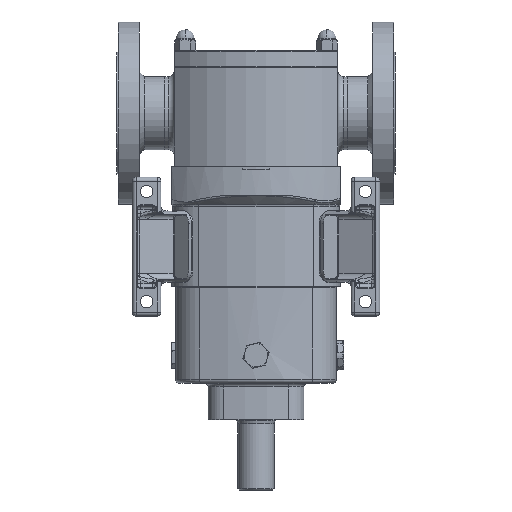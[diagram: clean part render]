
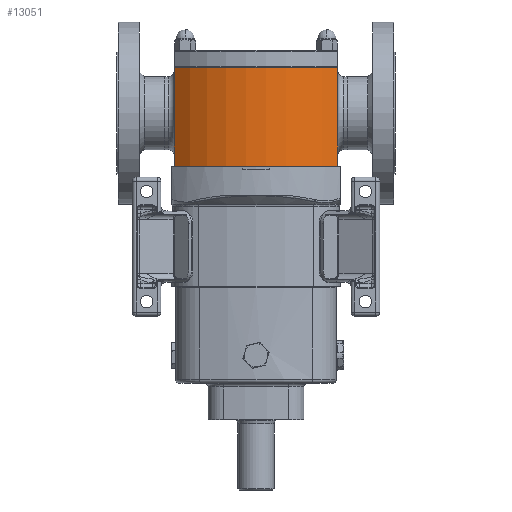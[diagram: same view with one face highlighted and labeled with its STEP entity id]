
A CAD part, front view. The second image highlights one B-rep face of the part: STEP entity #13051.
In plain terms, the highlighted cylindrical face has radius 125 mm (diameter 250 mm), a partial arc.
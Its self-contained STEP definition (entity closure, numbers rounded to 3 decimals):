
#406 = ORIENTED_EDGE ( 'NONE', *, *, #16058, .T. ) ;
#991 = DIRECTION ( 'NONE',  ( 0., 0., 1. ) ) ;
#1292 = CARTESIAN_POINT ( 'NONE',  ( -85.5, -91.185, 126.63 ) ) ;
#1451 = CARTESIAN_POINT ( 'NONE',  ( 85.5, -91.185, 126.63 ) ) ;
#1562 = DIRECTION ( 'NONE',  ( 1., 0., 0. ) ) ;
#1580 = EDGE_CURVE ( 'NONE', #16616, #5649, #4128, .T. ) ;
#1634 = AXIS2_PLACEMENT_3D ( 'NONE', #3741, #991, #1562 ) ;
#3741 = CARTESIAN_POINT ( 'NONE',  ( 0., 0., 126.63 ) ) ;
#4128 = LINE ( 'NONE', #27679, #5382 ) ;
#4305 = CARTESIAN_POINT ( 'NONE',  ( 0., 0., 229.28 ) ) ;
#4591 = DIRECTION ( 'NONE',  ( 0., 0., 1. ) ) ;
#5382 = VECTOR ( 'NONE', #23358, 1000. ) ;
#5649 = VERTEX_POINT ( 'NONE', #1451 ) ;
#7132 = VECTOR ( 'NONE', #26679, 1000. ) ;
#7218 = FACE_OUTER_BOUND ( 'NONE', #7945, .T. ) ;
#7389 = EDGE_CURVE ( 'NONE', #19500, #16616, #11136, .T. ) ;
#7945 = EDGE_LOOP ( 'NONE', ( #11417, #11612, #23909, #406 ) ) ;
#9285 = AXIS2_PLACEMENT_3D ( 'NONE', #4305, #4591, #26543 ) ;
#9369 = CARTESIAN_POINT ( 'NONE',  ( -85.5, -91.185, 229.28 ) ) ;
#11136 = CIRCLE ( 'NONE', #9285, 125. ) ;
#11211 = CARTESIAN_POINT ( 'NONE',  ( -85.5, -91.185, 229.28 ) ) ;
#11390 = DIRECTION ( 'NONE',  ( -1., 0., 0. ) ) ;
#11417 = ORIENTED_EDGE ( 'NONE', *, *, #17270, .T. ) ;
#11612 = ORIENTED_EDGE ( 'NONE', *, *, #1580, .F. ) ;
#13051 = ADVANCED_FACE ( 'NONE', ( #7218 ), #13270, .T. ) ;
#13270 = CYLINDRICAL_SURFACE ( 'NONE', #13628, 125. ) ;
#13422 = CARTESIAN_POINT ( 'NONE',  ( 0., 0., 229.28 ) ) ;
#13628 = AXIS2_PLACEMENT_3D ( 'NONE', #13422, #26420, #11390 ) ;
#16058 = EDGE_CURVE ( 'NONE', #19500, #23257, #22888, .T. ) ;
#16616 = VERTEX_POINT ( 'NONE', #18827 ) ;
#17270 = EDGE_CURVE ( 'NONE', #23257, #5649, #26551, .T. ) ;
#18827 = CARTESIAN_POINT ( 'NONE',  ( 85.5, -91.185, 229.28 ) ) ;
#19500 = VERTEX_POINT ( 'NONE', #9369 ) ;
#22888 = LINE ( 'NONE', #11211, #7132 ) ;
#23257 = VERTEX_POINT ( 'NONE', #1292 ) ;
#23358 = DIRECTION ( 'NONE',  ( 0., 0., -1. ) ) ;
#23909 = ORIENTED_EDGE ( 'NONE', *, *, #7389, .F. ) ;
#26420 = DIRECTION ( 'NONE',  ( 0., 0., -1. ) ) ;
#26543 = DIRECTION ( 'NONE',  ( 1., 0., 0. ) ) ;
#26551 = CIRCLE ( 'NONE', #1634, 125. ) ;
#26679 = DIRECTION ( 'NONE',  ( 0., 0., -1. ) ) ;
#27679 = CARTESIAN_POINT ( 'NONE',  ( 85.5, -91.185, 229.28 ) ) ;
